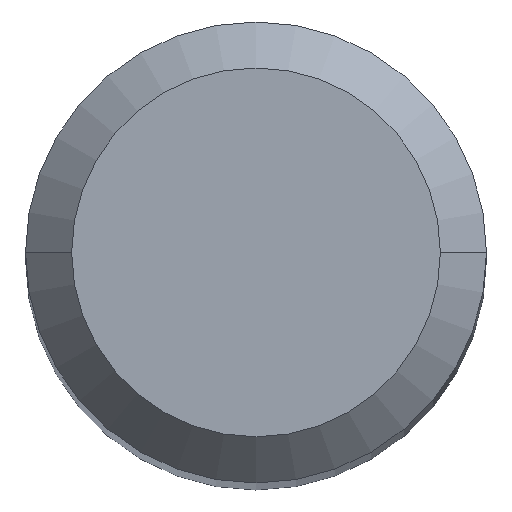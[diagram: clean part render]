
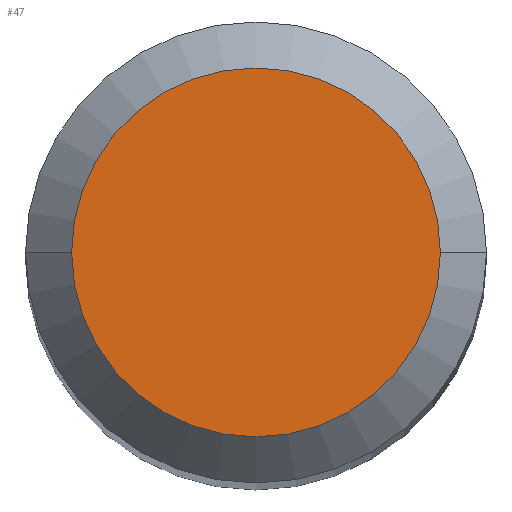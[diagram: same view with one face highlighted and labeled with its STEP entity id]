
A CAD part, top view. The second image highlights one B-rep face of the part: STEP entity #47.
In plain terms, the highlighted planar face has unit normal (0, 0, 1).
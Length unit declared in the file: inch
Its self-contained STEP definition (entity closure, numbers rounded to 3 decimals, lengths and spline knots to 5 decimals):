
#30 = DIRECTION ( 'NONE',  ( -1., 0., 0. ) ) ;
#47 = ADVANCED_FACE ( 'NONE', ( #314 ), #318, .F. ) ;
#55 = ORIENTED_EDGE ( 'NONE', *, *, #162, .T. ) ;
#81 = EDGE_CURVE ( 'NONE', #391, #241, #474, .T. ) ;
#91 = DIRECTION ( 'NONE',  ( 0., 0., 1. ) ) ;
#132 = DIRECTION ( 'NONE',  ( 0., 0., 1. ) ) ;
#162 = EDGE_CURVE ( 'NONE', #241, #391, #170, .T. ) ;
#169 = DIRECTION ( 'NONE',  ( 0., 0., -1. ) ) ;
#170 = CIRCLE ( 'NONE', #387, 0.04724 ) ;
#178 = ORIENTED_EDGE ( 'NONE', *, *, #81, .T. ) ;
#224 = AXIS2_PLACEMENT_3D ( 'NONE', #279, #169, #30 ) ;
#232 = DIRECTION ( 'NONE',  ( 1., 0., 0. ) ) ;
#241 = VERTEX_POINT ( 'NONE', #262 ) ;
#262 = CARTESIAN_POINT ( 'NONE',  ( -0.04724, 0., 0. ) ) ;
#266 = CARTESIAN_POINT ( 'NONE',  ( 0., 0., 0. ) ) ;
#269 = EDGE_LOOP ( 'NONE', ( #55, #178 ) ) ;
#279 = CARTESIAN_POINT ( 'NONE',  ( 0., 0., 0. ) ) ;
#303 = DIRECTION ( 'NONE',  ( 1., 0., 0. ) ) ;
#314 = FACE_OUTER_BOUND ( 'NONE', #269, .T. ) ;
#318 = PLANE ( 'NONE',  #224 ) ;
#375 = CARTESIAN_POINT ( 'NONE',  ( 0.04724, 0., 0. ) ) ;
#387 = AXIS2_PLACEMENT_3D ( 'NONE', #266, #91, #232 ) ;
#391 = VERTEX_POINT ( 'NONE', #375 ) ;
#395 = CARTESIAN_POINT ( 'NONE',  ( 0., 0., 0. ) ) ;
#433 = AXIS2_PLACEMENT_3D ( 'NONE', #395, #132, #303 ) ;
#474 = CIRCLE ( 'NONE', #433, 0.04724 ) ;
